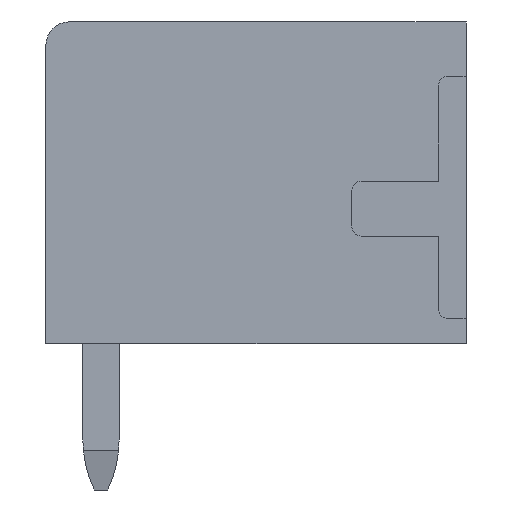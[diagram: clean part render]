
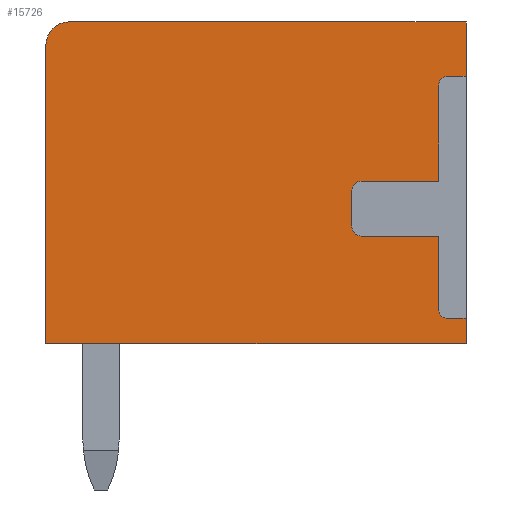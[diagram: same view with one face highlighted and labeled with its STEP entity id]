
A CAD part, left-side view. The second image highlights one B-rep face of the part: STEP entity #15726.
In plain terms, the highlighted planar face has unit normal (-1, 0, 0).
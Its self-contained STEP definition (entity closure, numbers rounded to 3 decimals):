
#15537=AXIS2_PLACEMENT_3D('Circle Axis2P3D',#15535,#15536,$) ;
#15625=AXIS2_PLACEMENT_3D('Plane Axis2P3D',#15622,#15623,#15624) ;
#15641=AXIS2_PLACEMENT_3D('Circle Axis2P3D',#15639,#15640,$) ;
#15662=AXIS2_PLACEMENT_3D('Circle Axis2P3D',#15660,#15661,$) ;
#15676=AXIS2_PLACEMENT_3D('Circle Axis2P3D',#15674,#15675,$) ;
#15697=AXIS2_PLACEMENT_3D('Circle Axis2P3D',#15695,#15696,$) ;
#388=CARTESIAN_POINT('Vertex',(0.3,0.,3.2)) ;
#391=CARTESIAN_POINT('Line Origine',(0.3,4.6,3.2)) ;
#395=CARTESIAN_POINT('Vertex',(0.3,9.2,3.2)) ;
#4727=CARTESIAN_POINT('Line Origine',(0.3,9.2,6.475)) ;
#4731=CARTESIAN_POINT('Vertex',(0.3,9.2,9.75)) ;
#6040=CARTESIAN_POINT('Vertex',(0.3,0.,3.76)) ;
#6045=CARTESIAN_POINT('Line Origine',(0.3,0.,3.48)) ;
#6089=CARTESIAN_POINT('Vertex',(0.3,0.,10.25)) ;
#6092=CARTESIAN_POINT('Line Origine',(0.3,0.,9.655)) ;
#6096=CARTESIAN_POINT('Vertex',(0.3,0.,9.06)) ;
#15535=CARTESIAN_POINT('Axis2P3D Location',(0.3,8.7,9.75)) ;
#15539=CARTESIAN_POINT('Vertex',(0.3,8.7,10.25)) ;
#15622=CARTESIAN_POINT('Axis2P3D Location',(0.3,0.,0.)) ;
#15627=CARTESIAN_POINT('Line Origine',(0.3,4.35,10.25)) ;
#15632=CARTESIAN_POINT('Line Origine',(0.3,0.2,3.76)) ;
#15636=CARTESIAN_POINT('Vertex',(0.3,0.4,3.76)) ;
#15639=CARTESIAN_POINT('Axis2P3D Location',(0.3,0.4,3.96)) ;
#15643=CARTESIAN_POINT('Vertex',(0.3,0.6,3.96)) ;
#15646=CARTESIAN_POINT('Line Origine',(0.3,0.6,4.76)) ;
#15650=CARTESIAN_POINT('Vertex',(0.3,0.6,5.56)) ;
#15653=CARTESIAN_POINT('Line Origine',(0.3,1.45,5.56)) ;
#15657=CARTESIAN_POINT('Vertex',(0.3,2.3,5.56)) ;
#15660=CARTESIAN_POINT('Axis2P3D Location',(0.3,2.3,5.76)) ;
#15664=CARTESIAN_POINT('Vertex',(0.3,2.5,5.76)) ;
#15667=CARTESIAN_POINT('Line Origine',(0.3,2.5,6.16)) ;
#15671=CARTESIAN_POINT('Vertex',(0.3,2.5,6.56)) ;
#15674=CARTESIAN_POINT('Axis2P3D Location',(0.3,2.3,6.56)) ;
#15678=CARTESIAN_POINT('Vertex',(0.3,2.3,6.76)) ;
#15681=CARTESIAN_POINT('Line Origine',(0.3,1.45,6.76)) ;
#15685=CARTESIAN_POINT('Vertex',(0.3,0.6,6.76)) ;
#15688=CARTESIAN_POINT('Line Origine',(0.3,0.6,7.81)) ;
#15692=CARTESIAN_POINT('Vertex',(0.3,0.6,8.86)) ;
#15695=CARTESIAN_POINT('Axis2P3D Location',(0.3,0.4,8.86)) ;
#15699=CARTESIAN_POINT('Vertex',(0.3,0.4,9.06)) ;
#15702=CARTESIAN_POINT('Line Origine',(0.3,0.2,9.06)) ;
#392=DIRECTION('Vector Direction',(0.,1.,0.)) ;
#4728=DIRECTION('Vector Direction',(0.,0.,1.)) ;
#6046=DIRECTION('Vector Direction',(0.,0.,-1.)) ;
#6093=DIRECTION('Vector Direction',(0.,0.,-1.)) ;
#15536=DIRECTION('Axis2P3D Direction',(-1.,0.,0.)) ;
#15623=DIRECTION('Axis2P3D Direction',(-1.,0.,0.)) ;
#15624=DIRECTION('Axis2P3D XDirection',(0.,-1.,0.)) ;
#15628=DIRECTION('Vector Direction',(0.,-1.,0.)) ;
#15633=DIRECTION('Vector Direction',(0.,1.,0.)) ;
#15640=DIRECTION('Axis2P3D Direction',(-1.,0.,0.)) ;
#15647=DIRECTION('Vector Direction',(0.,0.,1.)) ;
#15654=DIRECTION('Vector Direction',(0.,1.,0.)) ;
#15661=DIRECTION('Axis2P3D Direction',(-1.,0.,0.)) ;
#15668=DIRECTION('Vector Direction',(0.,0.,1.)) ;
#15675=DIRECTION('Axis2P3D Direction',(-1.,0.,0.)) ;
#15682=DIRECTION('Vector Direction',(0.,-1.,0.)) ;
#15689=DIRECTION('Vector Direction',(0.,0.,1.)) ;
#15696=DIRECTION('Axis2P3D Direction',(-1.,0.,0.)) ;
#15703=DIRECTION('Vector Direction',(0.,-1.,0.)) ;
#393=VECTOR('Line Direction',#392,1.) ;
#4729=VECTOR('Line Direction',#4728,1.) ;
#6047=VECTOR('Line Direction',#6046,1.) ;
#6094=VECTOR('Line Direction',#6093,1.) ;
#15629=VECTOR('Line Direction',#15628,1.) ;
#15634=VECTOR('Line Direction',#15633,1.) ;
#15648=VECTOR('Line Direction',#15647,1.) ;
#15655=VECTOR('Line Direction',#15654,1.) ;
#15669=VECTOR('Line Direction',#15668,1.) ;
#15683=VECTOR('Line Direction',#15682,1.) ;
#15690=VECTOR('Line Direction',#15689,1.) ;
#15704=VECTOR('Line Direction',#15703,1.) ;
#15708=ORIENTED_EDGE('',*,*,#6098,.T.) ;
#15709=ORIENTED_EDGE('',*,*,#15631,.T.) ;
#15710=ORIENTED_EDGE('',*,*,#15541,.T.) ;
#15711=ORIENTED_EDGE('',*,*,#4733,.T.) ;
#15712=ORIENTED_EDGE('',*,*,#397,.T.) ;
#15713=ORIENTED_EDGE('',*,*,#6049,.T.) ;
#15714=ORIENTED_EDGE('',*,*,#15638,.F.) ;
#15715=ORIENTED_EDGE('',*,*,#15645,.F.) ;
#15716=ORIENTED_EDGE('',*,*,#15652,.F.) ;
#15717=ORIENTED_EDGE('',*,*,#15659,.F.) ;
#15718=ORIENTED_EDGE('',*,*,#15666,.F.) ;
#15719=ORIENTED_EDGE('',*,*,#15673,.F.) ;
#15720=ORIENTED_EDGE('',*,*,#15680,.F.) ;
#15721=ORIENTED_EDGE('',*,*,#15687,.F.) ;
#15722=ORIENTED_EDGE('',*,*,#15694,.F.) ;
#15723=ORIENTED_EDGE('',*,*,#15701,.F.) ;
#15724=ORIENTED_EDGE('',*,*,#15706,.F.) ;
#15726=ADVANCED_FACE('HOUSING',(#15725),#15626,.T.) ;
#15538=CIRCLE('generated circle',#15537,0.5) ;
#15642=CIRCLE('generated circle',#15641,0.2) ;
#15663=CIRCLE('generated circle',#15662,0.2) ;
#15677=CIRCLE('generated circle',#15676,0.2) ;
#15698=CIRCLE('generated circle',#15697,0.2) ;
#397=EDGE_CURVE('',#396,#389,#394,.F.) ;
#4733=EDGE_CURVE('',#4732,#396,#4730,.F.) ;
#6049=EDGE_CURVE('',#389,#6041,#6048,.F.) ;
#6098=EDGE_CURVE('',#6097,#6090,#6095,.F.) ;
#15541=EDGE_CURVE('',#15540,#4732,#15538,.T.) ;
#15631=EDGE_CURVE('',#6090,#15540,#15630,.F.) ;
#15638=EDGE_CURVE('',#15637,#6041,#15635,.F.) ;
#15645=EDGE_CURVE('',#15644,#15637,#15642,.T.) ;
#15652=EDGE_CURVE('',#15651,#15644,#15649,.F.) ;
#15659=EDGE_CURVE('',#15658,#15651,#15656,.F.) ;
#15666=EDGE_CURVE('',#15665,#15658,#15663,.T.) ;
#15673=EDGE_CURVE('',#15672,#15665,#15670,.F.) ;
#15680=EDGE_CURVE('',#15679,#15672,#15677,.T.) ;
#15687=EDGE_CURVE('',#15686,#15679,#15684,.F.) ;
#15694=EDGE_CURVE('',#15693,#15686,#15691,.F.) ;
#15701=EDGE_CURVE('',#15700,#15693,#15698,.T.) ;
#15706=EDGE_CURVE('',#6097,#15700,#15705,.F.) ;
#15707=EDGE_LOOP('',(#15708,#15709,#15710,#15711,#15712,#15713,#15714,#15715,#15716,#15717,#15718,#15719,#15720,#15721,#15722,#15723,#15724)) ;
#15725=FACE_OUTER_BOUND('',#15707,.T.) ;
#394=LINE('Line',#391,#393) ;
#4730=LINE('Line',#4727,#4729) ;
#6048=LINE('Line',#6045,#6047) ;
#6095=LINE('Line',#6092,#6094) ;
#15630=LINE('Line',#15627,#15629) ;
#15635=LINE('Line',#15632,#15634) ;
#15649=LINE('Line',#15646,#15648) ;
#15656=LINE('Line',#15653,#15655) ;
#15670=LINE('Line',#15667,#15669) ;
#15684=LINE('Line',#15681,#15683) ;
#15691=LINE('Line',#15688,#15690) ;
#15705=LINE('Line',#15702,#15704) ;
#15626=PLANE('',#15625) ;
#389=VERTEX_POINT('',#388) ;
#396=VERTEX_POINT('',#395) ;
#4732=VERTEX_POINT('',#4731) ;
#6041=VERTEX_POINT('',#6040) ;
#6090=VERTEX_POINT('',#6089) ;
#6097=VERTEX_POINT('',#6096) ;
#15540=VERTEX_POINT('',#15539) ;
#15637=VERTEX_POINT('',#15636) ;
#15644=VERTEX_POINT('',#15643) ;
#15651=VERTEX_POINT('',#15650) ;
#15658=VERTEX_POINT('',#15657) ;
#15665=VERTEX_POINT('',#15664) ;
#15672=VERTEX_POINT('',#15671) ;
#15679=VERTEX_POINT('',#15678) ;
#15686=VERTEX_POINT('',#15685) ;
#15693=VERTEX_POINT('',#15692) ;
#15700=VERTEX_POINT('',#15699) ;
